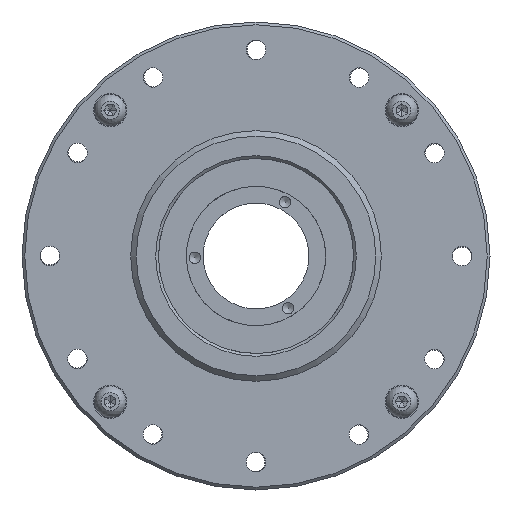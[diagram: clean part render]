
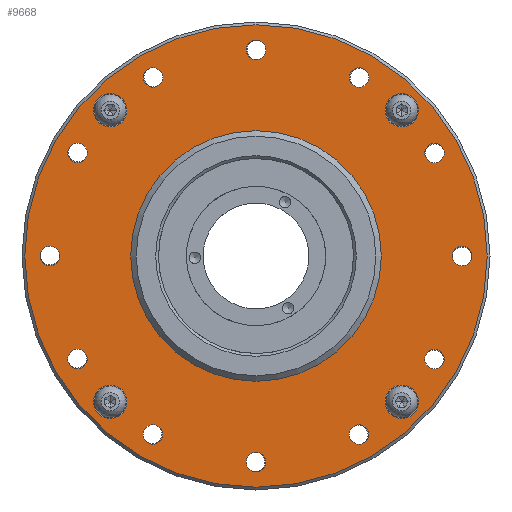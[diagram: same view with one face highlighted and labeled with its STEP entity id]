
A CAD part, left-side view. The second image highlights one B-rep face of the part: STEP entity #9668.
In plain terms, the highlighted face is planar.
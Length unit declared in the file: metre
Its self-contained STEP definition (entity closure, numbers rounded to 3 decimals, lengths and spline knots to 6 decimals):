
#1221=CIRCLE('',#10718,0.003);
#1222=CIRCLE('',#10719,0.003);
#1223=CIRCLE('',#10720,0.003);
#1224=CIRCLE('',#10721,0.00175);
#1225=CIRCLE('',#10722,0.00175);
#1226=CIRCLE('',#10723,0.00175);
#1227=CIRCLE('',#10724,0.00175);
#1228=CIRCLE('',#10725,0.00175);
#1229=CIRCLE('',#10726,0.00175);
#1230=CIRCLE('',#10727,0.00175);
#1231=CIRCLE('',#10728,0.00175);
#1232=CIRCLE('',#10729,0.00175);
#1233=CIRCLE('',#10730,0.00175);
#1234=CIRCLE('',#10731,0.00175);
#1235=CIRCLE('',#10732,0.00175);
#1236=CIRCLE('',#10733,0.0225);
#1237=CIRCLE('',#10734,0.0415);
#1238=CIRCLE('',#10735,0.003);
#2384=ORIENTED_EDGE('',*,*,#4645,.F.);
#2385=ORIENTED_EDGE('',*,*,#4646,.F.);
#2386=ORIENTED_EDGE('',*,*,#4647,.F.);
#2387=ORIENTED_EDGE('',*,*,#4648,.T.);
#2388=ORIENTED_EDGE('',*,*,#4649,.T.);
#2389=ORIENTED_EDGE('',*,*,#4650,.T.);
#2390=ORIENTED_EDGE('',*,*,#4651,.T.);
#2391=ORIENTED_EDGE('',*,*,#4652,.T.);
#2392=ORIENTED_EDGE('',*,*,#4653,.T.);
#2393=ORIENTED_EDGE('',*,*,#4654,.T.);
#2394=ORIENTED_EDGE('',*,*,#4655,.T.);
#2395=ORIENTED_EDGE('',*,*,#4656,.T.);
#2396=ORIENTED_EDGE('',*,*,#4657,.T.);
#2397=ORIENTED_EDGE('',*,*,#4658,.T.);
#2398=ORIENTED_EDGE('',*,*,#4659,.T.);
#2399=ORIENTED_EDGE('',*,*,#4660,.F.);
#2400=ORIENTED_EDGE('',*,*,#4661,.T.);
#2401=ORIENTED_EDGE('',*,*,#4662,.F.);
#4645=EDGE_CURVE('',#5834,#5834,#1221,.T.);
#4646=EDGE_CURVE('',#5835,#5835,#1222,.T.);
#4647=EDGE_CURVE('',#5836,#5836,#1223,.T.);
#4648=EDGE_CURVE('',#5837,#5837,#1224,.T.);
#4649=EDGE_CURVE('',#5838,#5838,#1225,.T.);
#4650=EDGE_CURVE('',#5839,#5839,#1226,.T.);
#4651=EDGE_CURVE('',#5840,#5840,#1227,.T.);
#4652=EDGE_CURVE('',#5841,#5841,#1228,.T.);
#4653=EDGE_CURVE('',#5842,#5842,#1229,.T.);
#4654=EDGE_CURVE('',#5843,#5843,#1230,.T.);
#4655=EDGE_CURVE('',#5844,#5844,#1231,.T.);
#4656=EDGE_CURVE('',#5845,#5845,#1232,.T.);
#4657=EDGE_CURVE('',#5846,#5846,#1233,.T.);
#4658=EDGE_CURVE('',#5847,#5847,#1234,.T.);
#4659=EDGE_CURVE('',#5848,#5848,#1235,.T.);
#4660=EDGE_CURVE('',#5849,#5849,#1236,.T.);
#4661=EDGE_CURVE('',#5850,#5850,#1237,.T.);
#4662=EDGE_CURVE('',#5851,#5851,#1238,.T.);
#5834=VERTEX_POINT('',#15949);
#5835=VERTEX_POINT('',#15951);
#5836=VERTEX_POINT('',#15953);
#5837=VERTEX_POINT('',#15955);
#5838=VERTEX_POINT('',#15957);
#5839=VERTEX_POINT('',#15959);
#5840=VERTEX_POINT('',#15961);
#5841=VERTEX_POINT('',#15963);
#5842=VERTEX_POINT('',#15965);
#5843=VERTEX_POINT('',#15967);
#5844=VERTEX_POINT('',#15969);
#5845=VERTEX_POINT('',#15971);
#5846=VERTEX_POINT('',#15973);
#5847=VERTEX_POINT('',#15975);
#5848=VERTEX_POINT('',#15977);
#5849=VERTEX_POINT('',#15979);
#5850=VERTEX_POINT('',#15981);
#5851=VERTEX_POINT('',#15983);
#7296=EDGE_LOOP('',(#2384));
#7297=EDGE_LOOP('',(#2385));
#7298=EDGE_LOOP('',(#2386));
#7299=EDGE_LOOP('',(#2387));
#7300=EDGE_LOOP('',(#2388));
#7301=EDGE_LOOP('',(#2389));
#7302=EDGE_LOOP('',(#2390));
#7303=EDGE_LOOP('',(#2391));
#7304=EDGE_LOOP('',(#2392));
#7305=EDGE_LOOP('',(#2393));
#7306=EDGE_LOOP('',(#2394));
#7307=EDGE_LOOP('',(#2395));
#7308=EDGE_LOOP('',(#2396));
#7309=EDGE_LOOP('',(#2397));
#7310=EDGE_LOOP('',(#2398));
#7311=EDGE_LOOP('',(#2399));
#7312=EDGE_LOOP('',(#2400));
#7313=EDGE_LOOP('',(#2401));
#8453=FACE_BOUND('',#7296,.T.);
#8454=FACE_BOUND('',#7297,.T.);
#8455=FACE_BOUND('',#7298,.T.);
#8456=FACE_BOUND('',#7299,.T.);
#8457=FACE_BOUND('',#7300,.T.);
#8458=FACE_BOUND('',#7301,.T.);
#8459=FACE_BOUND('',#7302,.T.);
#8460=FACE_BOUND('',#7303,.T.);
#8461=FACE_BOUND('',#7304,.T.);
#8462=FACE_BOUND('',#7305,.T.);
#8463=FACE_BOUND('',#7306,.T.);
#8464=FACE_BOUND('',#7307,.T.);
#8465=FACE_BOUND('',#7308,.T.);
#8466=FACE_BOUND('',#7309,.T.);
#8467=FACE_BOUND('',#7310,.T.);
#8468=FACE_BOUND('',#7311,.T.);
#8469=FACE_BOUND('',#7312,.T.);
#8470=FACE_BOUND('',#7313,.T.);
#9442=PLANE('',#10717);
#9668=ADVANCED_FACE('',(#8453,#8454,#8455,#8456,#8457,#8458,#8459,#8460,
#8461,#8462,#8463,#8464,#8465,#8466,#8467,#8468,#8469,#8470),#9442,.F.);
#10717=AXIS2_PLACEMENT_3D('',#15947,#12670,#12671);
#10718=AXIS2_PLACEMENT_3D('',#15948,#12672,#12673);
#10719=AXIS2_PLACEMENT_3D('',#15950,#12674,#12675);
#10720=AXIS2_PLACEMENT_3D('',#15952,#12676,#12677);
#10721=AXIS2_PLACEMENT_3D('',#15954,#12678,#12679);
#10722=AXIS2_PLACEMENT_3D('',#15956,#12680,#12681);
#10723=AXIS2_PLACEMENT_3D('',#15958,#12682,#12683);
#10724=AXIS2_PLACEMENT_3D('',#15960,#12684,#12685);
#10725=AXIS2_PLACEMENT_3D('',#15962,#12686,#12687);
#10726=AXIS2_PLACEMENT_3D('',#15964,#12688,#12689);
#10727=AXIS2_PLACEMENT_3D('',#15966,#12690,#12691);
#10728=AXIS2_PLACEMENT_3D('',#15968,#12692,#12693);
#10729=AXIS2_PLACEMENT_3D('',#15970,#12694,#12695);
#10730=AXIS2_PLACEMENT_3D('',#15972,#12696,#12697);
#10731=AXIS2_PLACEMENT_3D('',#15974,#12698,#12699);
#10732=AXIS2_PLACEMENT_3D('',#15976,#12700,#12701);
#10733=AXIS2_PLACEMENT_3D('',#15978,#12702,#12703);
#10734=AXIS2_PLACEMENT_3D('',#15980,#12704,#12705);
#10735=AXIS2_PLACEMENT_3D('',#15982,#12706,#12707);
#12670=DIRECTION('',(0.,1.,0.));
#12671=DIRECTION('',(0.,0.,1.));
#12672=DIRECTION('',(0.,-1.,0.));
#12673=DIRECTION('',(0.,0.,-1.));
#12674=DIRECTION('',(0.,-1.,0.));
#12675=DIRECTION('',(0.,0.,-1.));
#12676=DIRECTION('',(0.,-1.,0.));
#12677=DIRECTION('',(0.,0.,-1.));
#12678=DIRECTION('',(0.,1.,0.));
#12679=DIRECTION('',(0.,0.,1.));
#12680=DIRECTION('',(0.,1.,0.));
#12681=DIRECTION('',(0.,0.,1.));
#12682=DIRECTION('',(0.,1.,0.));
#12683=DIRECTION('',(0.,0.,1.));
#12684=DIRECTION('',(0.,1.,0.));
#12685=DIRECTION('',(0.,0.,1.));
#12686=DIRECTION('',(0.,1.,0.));
#12687=DIRECTION('',(0.,0.,1.));
#12688=DIRECTION('',(0.,1.,0.));
#12689=DIRECTION('',(0.,0.,1.));
#12690=DIRECTION('',(0.,1.,0.));
#12691=DIRECTION('',(0.,0.,1.));
#12692=DIRECTION('',(0.,1.,0.));
#12693=DIRECTION('',(0.,0.,1.));
#12694=DIRECTION('',(0.,1.,0.));
#12695=DIRECTION('',(0.,0.,1.));
#12696=DIRECTION('',(0.,1.,0.));
#12697=DIRECTION('',(0.,0.,1.));
#12698=DIRECTION('',(0.,1.,0.));
#12699=DIRECTION('',(0.,0.,1.));
#12700=DIRECTION('',(0.,1.,0.));
#12701=DIRECTION('',(0.,0.,1.));
#12702=DIRECTION('',(0.,-1.,0.));
#12703=DIRECTION('',(0.,0.,-1.));
#12704=DIRECTION('',(0.,-1.,0.));
#12705=DIRECTION('',(0.,0.,-1.));
#12706=DIRECTION('',(0.,-1.,0.));
#12707=DIRECTION('',(0.,0.,-1.));
#15947=CARTESIAN_POINT('',(0.,-0.003245,0.));
#15948=CARTESIAN_POINT('',(0.026163,-0.003245,-0.026163));
#15949=CARTESIAN_POINT('',(0.026163,-0.003245,-0.029163));
#15950=CARTESIAN_POINT('',(-0.026163,-0.003245,0.026163));
#15951=CARTESIAN_POINT('',(-0.026163,-0.003245,0.023163));
#15952=CARTESIAN_POINT('',(0.026163,-0.003245,0.026163));
#15953=CARTESIAN_POINT('',(0.026163,-0.003245,0.023163));
#15954=CARTESIAN_POINT('',(0.0185,-0.003245,0.032043));
#15955=CARTESIAN_POINT('',(0.0185,-0.003245,0.033793));
#15956=CARTESIAN_POINT('',(0.032043,-0.003245,0.0185));
#15957=CARTESIAN_POINT('',(0.032043,-0.003245,0.02025));
#15958=CARTESIAN_POINT('',(0.037,-0.003245,0.));
#15959=CARTESIAN_POINT('',(0.037,-0.003245,0.00175));
#15960=CARTESIAN_POINT('',(0.032043,-0.003245,-0.0185));
#15961=CARTESIAN_POINT('',(0.032043,-0.003245,-0.01675));
#15962=CARTESIAN_POINT('',(0.0185,-0.003245,-0.032043));
#15963=CARTESIAN_POINT('',(0.0185,-0.003245,-0.030293));
#15964=CARTESIAN_POINT('',(0.,-0.003245,-0.037));
#15965=CARTESIAN_POINT('',(0.,-0.003245,-0.03525));
#15966=CARTESIAN_POINT('',(-0.0185,-0.003245,-0.032043));
#15967=CARTESIAN_POINT('',(-0.0185,-0.003245,-0.030293));
#15968=CARTESIAN_POINT('',(-0.032043,-0.003245,-0.0185));
#15969=CARTESIAN_POINT('',(-0.032043,-0.003245,-0.01675));
#15970=CARTESIAN_POINT('',(-0.037,-0.003245,0.));
#15971=CARTESIAN_POINT('',(-0.037,-0.003245,0.00175));
#15972=CARTESIAN_POINT('',(-0.032043,-0.003245,0.0185));
#15973=CARTESIAN_POINT('',(-0.032043,-0.003245,0.02025));
#15974=CARTESIAN_POINT('',(-0.0185,-0.003245,0.032043));
#15975=CARTESIAN_POINT('',(-0.0185,-0.003245,0.033793));
#15976=CARTESIAN_POINT('',(0.,-0.003245,0.037));
#15977=CARTESIAN_POINT('',(0.,-0.003245,0.03875));
#15978=CARTESIAN_POINT('',(0.,-0.003245,0.));
#15979=CARTESIAN_POINT('',(0.,-0.003245,-0.0225));
#15980=CARTESIAN_POINT('',(0.,-0.003245,0.));
#15981=CARTESIAN_POINT('',(0.,-0.003245,-0.0415));
#15982=CARTESIAN_POINT('',(-0.026163,-0.003245,-0.026163));
#15983=CARTESIAN_POINT('',(-0.026163,-0.003245,-0.029163));
